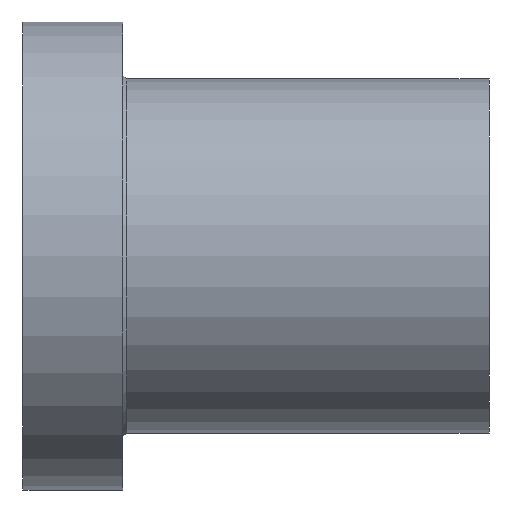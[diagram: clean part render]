
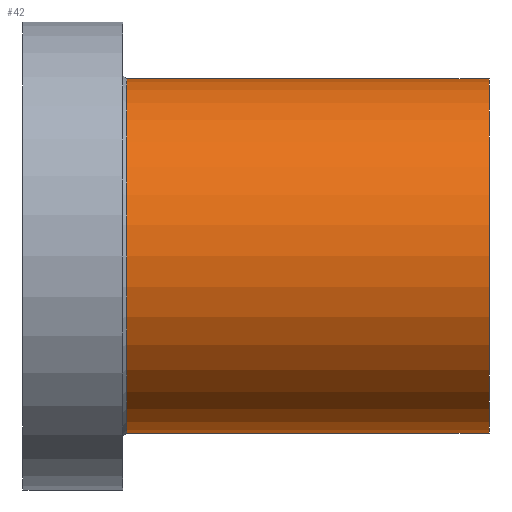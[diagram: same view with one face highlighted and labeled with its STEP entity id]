
A CAD part, left-side view. The second image highlights one B-rep face of the part: STEP entity #42.
In plain terms, the highlighted cylindrical face has radius 46.15 mm (diameter 92.3 mm), a full revolution.
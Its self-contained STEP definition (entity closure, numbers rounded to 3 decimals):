
#42=ADVANCED_FACE('',(#58,#59),#51,.T.);
#51=CYLINDRICAL_SURFACE('',#151,46.15);
#58=FACE_BOUND('',#78,.T.);
#59=FACE_BOUND('',#79,.T.);
#78=EDGE_LOOP('',(#98));
#79=EDGE_LOOP('',(#99));
#98=ORIENTED_EDGE('',*,*,#127,.T.);
#99=ORIENTED_EDGE('',*,*,#126,.F.);
#116=VERTEX_POINT('',#214);
#117=VERTEX_POINT('',#217);
#126=EDGE_CURVE('',#116,#116,#136,.T.);
#127=EDGE_CURVE('',#117,#117,#137,.T.);
#136=CIRCLE('',#148,46.15);
#137=CIRCLE('',#150,46.15);
#148=AXIS2_PLACEMENT_3D('',#213,#173,#174);
#150=AXIS2_PLACEMENT_3D('',#216,#177,#178);
#151=AXIS2_PLACEMENT_3D('',#218,#179,#180);
#173=DIRECTION('',(0.,-1.,0.));
#174=DIRECTION('',(0.,0.,-1.));
#177=DIRECTION('',(0.,-1.,0.));
#178=DIRECTION('',(0.,0.,-1.));
#179=DIRECTION('',(0.,-1.,0.));
#180=DIRECTION('',(0.,0.,-1.));
#213=CARTESIAN_POINT('',(0.,0.,0.));
#214=CARTESIAN_POINT('',(0.,0.,-46.15));
#216=CARTESIAN_POINT('',(0.,94.5,0.));
#217=CARTESIAN_POINT('',(0.,94.5,-46.15));
#218=CARTESIAN_POINT('',(0.,0.,0.));
